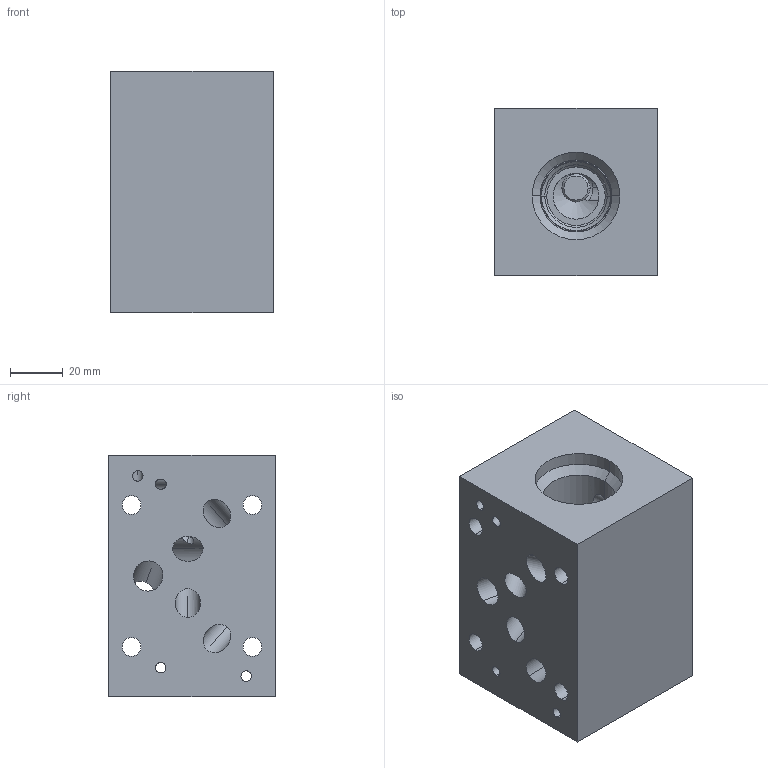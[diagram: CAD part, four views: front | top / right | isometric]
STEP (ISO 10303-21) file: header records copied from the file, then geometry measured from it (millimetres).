
FILE_DESCRIPTION((''),'2;1');
FILE_NAME('BJA_ASM','2019-10-21T',('ProEService'),(''),'PRO/ENGINEER BY PARAMETRIC TECHNOLOGY CORPORATION, 2014200','PRO/ENGINEER BY PARAMETRIC TECHNOLOGY CORPORATION, 2014200','');
FILE_SCHEMA(('CONFIG_CONTROL_DESIGN'));
Length unit declared in the file: inch
Products named in the file (3): 150-703-001; 340-003; BJA_ASM
Assembly tree (2 placements, depth 2):
  BJA_ASM
    150-703-001
    340-003
Bounding box: 61.93 x 63.5 x 92.08 mm (x, y, z)
Volume: 285678.1 mm3; surface area: 55677.5 mm2
Topology: 2 solids, 2 shells, 123 faces, 593 edges, 603 vertices
Faces by surface type: cylinder 66, cone 29, plane 22, sphere 6
Entity records: 7788 total; most frequent: CARTESIAN_POINT 3286, DIRECTION 887, ORIENTED_EDGE 674, VECTOR 381, LINE 381, EDGE_CURVE 337, TRIMMED_CURVE 254, AXIS2_PLACEMENT_3D 253
